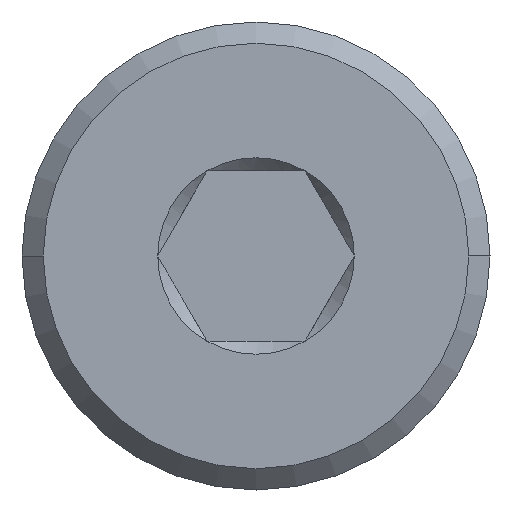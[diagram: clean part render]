
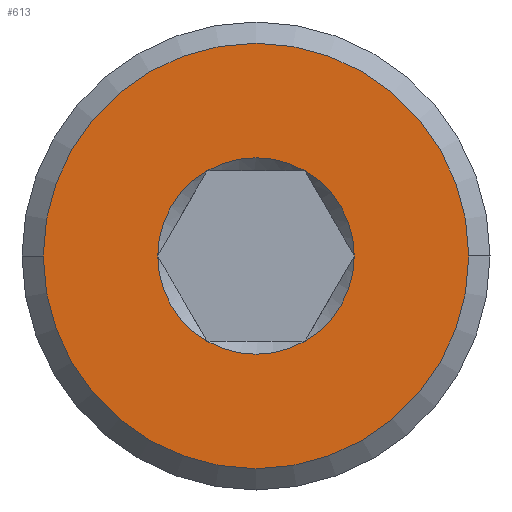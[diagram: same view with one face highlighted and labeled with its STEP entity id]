
A CAD part, left-side view. The second image highlights one B-rep face of the part: STEP entity #613.
In plain terms, the highlighted planar face has unit normal (-1, 0, 0).
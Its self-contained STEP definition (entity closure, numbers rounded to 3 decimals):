
#12 = ORIENTED_EDGE ( 'NONE', *, *, #3853, .F. ) ;
#270 = CARTESIAN_POINT ( 'NONE',  ( -8., 2.5, 0. ) ) ;
#431 = DIRECTION ( 'NONE',  ( 1., 0., 0. ) ) ;
#455 = AXIS2_PLACEMENT_3D ( 'NONE', #3155, #2290, #4757 ) ;
#613 = ADVANCED_FACE ( 'NONE', ( #2117, #5337 ), #5184, .T. ) ;
#662 = DIRECTION ( 'NONE',  ( 0., -1., 0. ) ) ;
#773 = AXIS2_PLACEMENT_3D ( 'NONE', #1202, #5297, #1249 ) ;
#842 = ORIENTED_EDGE ( 'NONE', *, *, #3479, .F. ) ;
#903 = ORIENTED_EDGE ( 'NONE', *, *, #3064, .F. ) ;
#917 = ORIENTED_EDGE ( 'NONE', *, *, #2866, .F. ) ;
#1067 = VERTEX_POINT ( 'NONE', #2558 ) ;
#1106 = CIRCLE ( 'NONE', #1976, 1.155 ) ;
#1199 = CARTESIAN_POINT ( 'NONE',  ( -8., -1.155, 0. ) ) ;
#1202 = CARTESIAN_POINT ( 'NONE',  ( -8., 0., 0. ) ) ;
#1216 = CARTESIAN_POINT ( 'NONE',  ( -8., 0., 0. ) ) ;
#1249 = DIRECTION ( 'NONE',  ( 0., -1., 0. ) ) ;
#1318 = EDGE_CURVE ( 'NONE', #4581, #4174, #4689, .T. ) ;
#1408 = ORIENTED_EDGE ( 'NONE', *, *, #1318, .F. ) ;
#1482 = AXIS2_PLACEMENT_3D ( 'NONE', #4090, #431, #2432 ) ;
#1618 = DIRECTION ( 'NONE',  ( 0., -1., 0. ) ) ;
#1673 = EDGE_LOOP ( 'NONE', ( #842, #917, #12, #903, #3105, #1408 ) ) ;
#1707 = CARTESIAN_POINT ( 'NONE',  ( -8., 0.577, 1. ) ) ;
#1728 = VERTEX_POINT ( 'NONE', #3623 ) ;
#1780 = CIRCLE ( 'NONE', #4993, 1.155 ) ;
#1801 = VERTEX_POINT ( 'NONE', #1199 ) ;
#1976 = AXIS2_PLACEMENT_3D ( 'NONE', #1216, #4075, #1618 ) ;
#2117 = FACE_BOUND ( 'NONE', #1673, .T. ) ;
#2127 = EDGE_LOOP ( 'NONE', ( #4920, #4908 ) ) ;
#2179 = CARTESIAN_POINT ( 'NONE',  ( -8., 0., 0. ) ) ;
#2180 = VERTEX_POINT ( 'NONE', #4698 ) ;
#2268 = CARTESIAN_POINT ( 'NONE',  ( -8., 0., 0. ) ) ;
#2290 = DIRECTION ( 'NONE',  ( 1., 0., 0. ) ) ;
#2302 = CIRCLE ( 'NONE', #455, 2.5 ) ;
#2432 = DIRECTION ( 'NONE',  ( 0., 1., 0. ) ) ;
#2440 = CIRCLE ( 'NONE', #3307, 1.155 ) ;
#2558 = CARTESIAN_POINT ( 'NONE',  ( -8., -0.577, -1. ) ) ;
#2727 = DIRECTION ( 'NONE',  ( -1., 0., 0. ) ) ;
#2774 = CARTESIAN_POINT ( 'NONE',  ( -8., 0., 0. ) ) ;
#2791 = DIRECTION ( 'NONE',  ( -1., 0., 0. ) ) ;
#2866 = EDGE_CURVE ( 'NONE', #1067, #1801, #1780, .T. ) ;
#2992 = CIRCLE ( 'NONE', #3586, 1.155 ) ;
#3064 = EDGE_CURVE ( 'NONE', #2180, #3743, #5327, .T. ) ;
#3104 = EDGE_CURVE ( 'NONE', #5232, #1728, #4366, .T. ) ;
#3105 = ORIENTED_EDGE ( 'NONE', *, *, #3245, .F. ) ;
#3155 = CARTESIAN_POINT ( 'NONE',  ( -8., 0., 0. ) ) ;
#3245 = EDGE_CURVE ( 'NONE', #4174, #2180, #1106, .T. ) ;
#3307 = AXIS2_PLACEMENT_3D ( 'NONE', #2179, #3444, #5051 ) ;
#3337 = CARTESIAN_POINT ( 'NONE',  ( -8., -0.577, 1. ) ) ;
#3444 = DIRECTION ( 'NONE',  ( -1., 0., 0. ) ) ;
#3479 = EDGE_CURVE ( 'NONE', #1801, #4581, #2440, .T. ) ;
#3497 = DIRECTION ( 'NONE',  ( 0., -1., 0. ) ) ;
#3498 = CARTESIAN_POINT ( 'NONE',  ( -8., 2.5, 0. ) ) ;
#3529 = CARTESIAN_POINT ( 'NONE',  ( -8., 0., 0. ) ) ;
#3550 = DIRECTION ( 'NONE',  ( 0., -1., 0. ) ) ;
#3579 = AXIS2_PLACEMENT_3D ( 'NONE', #270, #4363, #3550 ) ;
#3586 = AXIS2_PLACEMENT_3D ( 'NONE', #2774, #2791, #3637 ) ;
#3594 = EDGE_CURVE ( 'NONE', #1728, #5232, #2302, .T. ) ;
#3623 = CARTESIAN_POINT ( 'NONE',  ( -8., -2.5, 0. ) ) ;
#3637 = DIRECTION ( 'NONE',  ( 0., -1., 0. ) ) ;
#3743 = VERTEX_POINT ( 'NONE', #4736 ) ;
#3853 = EDGE_CURVE ( 'NONE', #3743, #1067, #2992, .T. ) ;
#4028 = AXIS2_PLACEMENT_3D ( 'NONE', #3529, #2727, #662 ) ;
#4075 = DIRECTION ( 'NONE',  ( -1., 0., 0. ) ) ;
#4090 = CARTESIAN_POINT ( 'NONE',  ( -8., 0., 0. ) ) ;
#4174 = VERTEX_POINT ( 'NONE', #1707 ) ;
#4363 = DIRECTION ( 'NONE',  ( -1., 0., 0. ) ) ;
#4366 = CIRCLE ( 'NONE', #1482, 2.5 ) ;
#4581 = VERTEX_POINT ( 'NONE', #3337 ) ;
#4689 = CIRCLE ( 'NONE', #4028, 1.155 ) ;
#4698 = CARTESIAN_POINT ( 'NONE',  ( -8., 1.155, 0. ) ) ;
#4736 = CARTESIAN_POINT ( 'NONE',  ( -8., 0.577, -1. ) ) ;
#4757 = DIRECTION ( 'NONE',  ( 0., 1., 0. ) ) ;
#4908 = ORIENTED_EDGE ( 'NONE', *, *, #3594, .F. ) ;
#4920 = ORIENTED_EDGE ( 'NONE', *, *, #3104, .F. ) ;
#4993 = AXIS2_PLACEMENT_3D ( 'NONE', #2268, #5137, #3497 ) ;
#5051 = DIRECTION ( 'NONE',  ( 0., -1., 0. ) ) ;
#5137 = DIRECTION ( 'NONE',  ( -1., 0., 0. ) ) ;
#5184 = PLANE ( 'NONE',  #3579 ) ;
#5232 = VERTEX_POINT ( 'NONE', #3498 ) ;
#5297 = DIRECTION ( 'NONE',  ( -1., 0., 0. ) ) ;
#5327 = CIRCLE ( 'NONE', #773, 1.155 ) ;
#5337 = FACE_OUTER_BOUND ( 'NONE', #2127, .T. ) ;
